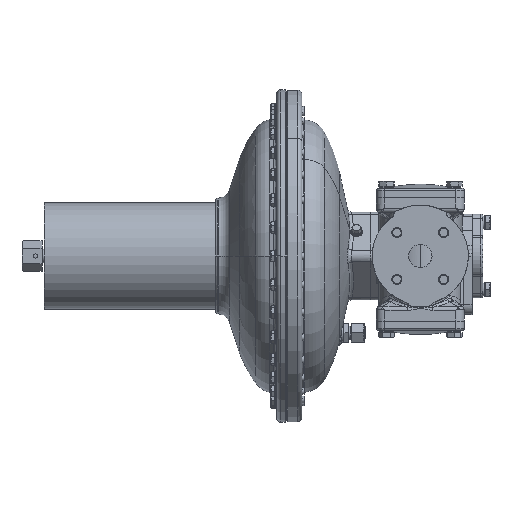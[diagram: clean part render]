
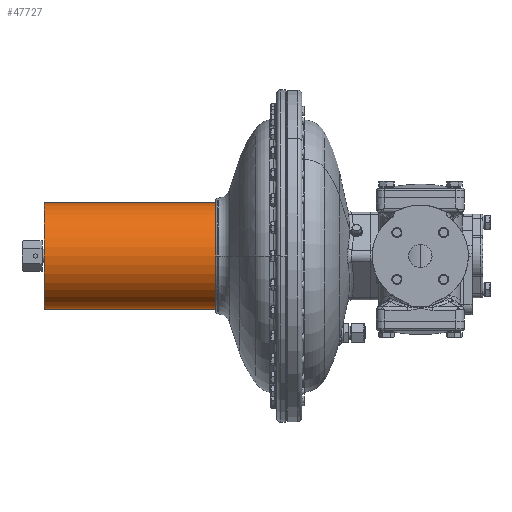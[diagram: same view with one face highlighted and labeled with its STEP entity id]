
A CAD part, left-side view. The second image highlights one B-rep face of the part: STEP entity #47727.
In plain terms, the highlighted cylindrical face has radius 63.5 mm (diameter 127 mm), a partial arc.
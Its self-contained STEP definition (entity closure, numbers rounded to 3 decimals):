
#18 = CARTESIAN_POINT ( 'NONE',  ( 42.988, 451.759, 0. ) ) ;
#637 = CARTESIAN_POINT ( 'NONE',  ( 42.988, 451.759, 0. ) ) ;
#5081 = EDGE_CURVE ( 'Defeature ausgef�hrt1_27+Defeature ausgef�hrt1_4+Defeature ausgef�hrt1_4+Defeature ausgef�hrt1_4', #62990, #58387, #58670, .T. ) ;
#9942 = DIRECTION ( 'NONE',  ( 0., 0., 1. ) ) ;
#12098 = CYLINDRICAL_SURFACE ( 'NONE', #15325, 63.5 ) ;
#12935 = VECTOR ( 'NONE', #42937, 1000. ) ;
#13488 = ORIENTED_EDGE ( 'NONE', *, *, #5081, .T. ) ;
#14436 = CARTESIAN_POINT ( 'NONE',  ( 42.988, 451.759, 63.5 ) ) ;
#15325 = AXIS2_PLACEMENT_3D ( 'NONE', #637, #56686, #46379 ) ;
#24626 = LINE ( 'NONE', #30856, #55997 ) ;
#24982 = EDGE_CURVE ( 'Defeature ausgef�hrt1_22+Defeature ausgef�hrt1_27+Defeature ausgef�hrt1_27+Defeature ausgef�hrt1_27', #28411, #54752, #60325, .T. ) ;
#25326 = ORIENTED_EDGE ( 'NONE', *, *, #38635, .F. ) ;
#28411 = VERTEX_POINT ( 'NONE', #51656 ) ;
#29307 = DIRECTION ( 'NONE',  ( 1., 0., 0. ) ) ;
#30856 = CARTESIAN_POINT ( 'NONE',  ( 42.988, 451.759, -63.5 ) ) ;
#32599 = EDGE_CURVE ( 'NONE', #28411, #62990, #24626, .T. ) ;
#32942 = CARTESIAN_POINT ( 'NONE',  ( 42.988, 246.759, -63.5 ) ) ;
#34283 = CARTESIAN_POINT ( 'NONE',  ( 42.988, 246.759, 0. ) ) ;
#36947 = DIRECTION ( 'NONE',  ( 0., -1., 0. ) ) ;
#38635 = EDGE_CURVE ( 'NONE', #54752, #58387, #42005, .T. ) ;
#40383 = ORIENTED_EDGE ( 'NONE', *, *, #32599, .T. ) ;
#41405 = AXIS2_PLACEMENT_3D ( 'NONE', #18, #46640, #9942 ) ;
#42005 = LINE ( 'NONE', #47659, #12935 ) ;
#42787 = FACE_OUTER_BOUND ( 'NONE', #56315, .T. ) ;
#42937 = DIRECTION ( 'NONE',  ( 0., -1., 0. ) ) ;
#46379 = DIRECTION ( 'NONE',  ( 0., 0., -1. ) ) ;
#46640 = DIRECTION ( 'NONE',  ( 0., 1., 0. ) ) ;
#47659 = CARTESIAN_POINT ( 'NONE',  ( 42.988, 451.759, 63.5 ) ) ;
#47727 = ADVANCED_FACE ( 'Defeature ausgef�hrt1_27', ( #42787 ), #12098, .T. ) ;
#48223 = DIRECTION ( 'NONE',  ( 0., 1., 0. ) ) ;
#51656 = CARTESIAN_POINT ( 'NONE',  ( 42.988, 451.759, -63.5 ) ) ;
#54752 = VERTEX_POINT ( 'NONE', #14436 ) ;
#55997 = VECTOR ( 'NONE', #36947, 1000. ) ;
#56315 = EDGE_LOOP ( 'NONE', ( #25326, #62662, #40383, #13488 ) ) ;
#56686 = DIRECTION ( 'NONE',  ( 0., -1., 0. ) ) ;
#58387 = VERTEX_POINT ( 'NONE', #63434 ) ;
#58670 = CIRCLE ( 'NONE', #65523, 63.5 ) ;
#60325 = CIRCLE ( 'NONE', #41405, 63.5 ) ;
#62662 = ORIENTED_EDGE ( 'NONE', *, *, #24982, .F. ) ;
#62990 = VERTEX_POINT ( 'NONE', #32942 ) ;
#63434 = CARTESIAN_POINT ( 'NONE',  ( 42.988, 246.759, 63.5 ) ) ;
#65523 = AXIS2_PLACEMENT_3D ( 'NONE', #34283, #48223, #29307 ) ;
